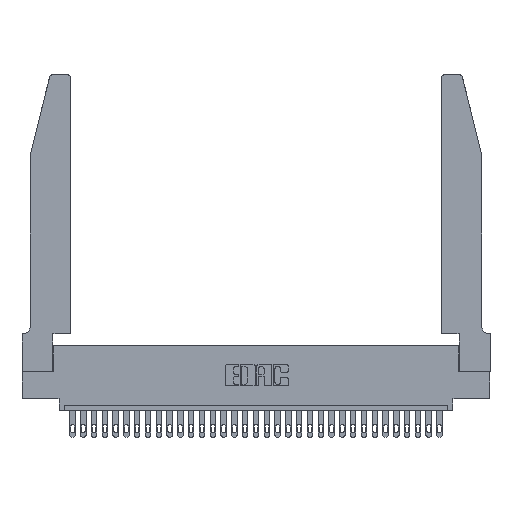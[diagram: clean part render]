
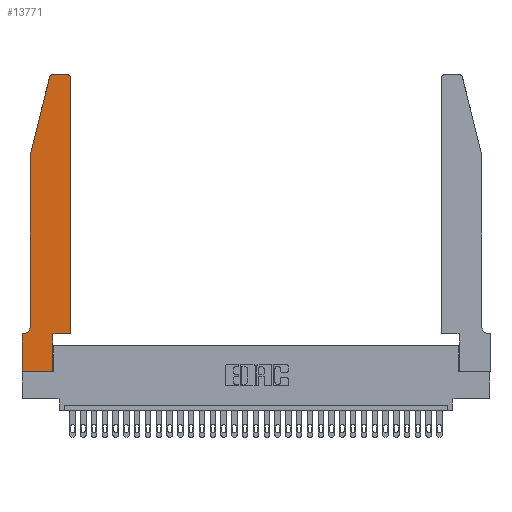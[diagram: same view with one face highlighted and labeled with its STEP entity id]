
A CAD part, top view. The second image highlights one B-rep face of the part: STEP entity #13771.
In plain terms, the highlighted planar face has unit normal (0, 0, 1).
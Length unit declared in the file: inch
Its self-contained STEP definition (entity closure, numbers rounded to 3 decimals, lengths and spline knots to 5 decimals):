
#979 = DIRECTION ( 'NONE',  ( 1., 0., 0. ) ) ;
#1989 = ORIENTED_EDGE ( 'NONE', *, *, #21428, .T. ) ;
#2840 = LINE ( 'NONE', #23569, #12890 ) ;
#3704 = DIRECTION ( 'NONE',  ( 1., 0., 0. ) ) ;
#3908 = VERTEX_POINT ( 'NONE', #28957 ) ;
#4508 = EDGE_CURVE ( 'NONE', #5830, #25013, #2840, .T. ) ;
#4833 = CARTESIAN_POINT ( 'NONE',  ( 0.4505, 0.35, 0.37 ) ) ;
#4886 = ORIENTED_EDGE ( 'NONE', *, *, #30983, .T. ) ;
#4924 = CIRCLE ( 'NONE', #27144, 0.07 ) ;
#5689 = CARTESIAN_POINT ( 'NONE',  ( 0.0755, 2., 0.37 ) ) ;
#5830 = VERTEX_POINT ( 'NONE', #26451 ) ;
#5844 = CARTESIAN_POINT ( 'NONE',  ( 0.2865, 0., 0.37 ) ) ;
#6109 = DIRECTION ( 'NONE',  ( 0., 0., 1. ) ) ;
#6229 = ORIENTED_EDGE ( 'NONE', *, *, #11286, .T. ) ;
#6272 = DIRECTION ( 'NONE',  ( 0., -1., 0. ) ) ;
#6616 = VERTEX_POINT ( 'NONE', #26981 ) ;
#7074 = CIRCLE ( 'NONE', #21837, 0.03 ) ;
#8157 = CARTESIAN_POINT ( 'NONE',  ( 0.2865, 0.35, 0.37 ) ) ;
#8196 = VERTEX_POINT ( 'NONE', #18198 ) ;
#9017 = ORIENTED_EDGE ( 'NONE', *, *, #17066, .T. ) ;
#9083 = LINE ( 'NONE', #11832, #30788 ) ;
#10002 = CARTESIAN_POINT ( 'NONE',  ( 0., 0., 0.37 ) ) ;
#10255 = LINE ( 'NONE', #10002, #19997 ) ;
#10362 = EDGE_CURVE ( 'NONE', #18454, #3908, #18071, .T. ) ;
#10633 = CARTESIAN_POINT ( 'NONE',  ( 0.0755, 0.42, 0.37 ) ) ;
#10884 = DIRECTION ( 'NONE',  ( -0.239, -0.971, 0. ) ) ;
#10926 = CARTESIAN_POINT ( 'NONE',  ( 0.0755, 2., 0.37 ) ) ;
#10956 = DIRECTION ( 'NONE',  ( 0., 0., -1. ) ) ;
#10997 = VECTOR ( 'NONE', #19103, 39.37008 ) ;
#11109 = LINE ( 'NONE', #26356, #11905 ) ;
#11286 = EDGE_CURVE ( 'NONE', #16123, #19189, #22298, .T. ) ;
#11566 = VECTOR ( 'NONE', #21997, 39.37008 ) ;
#11832 = CARTESIAN_POINT ( 'NONE',  ( 0.2865, 0.35, 0.37 ) ) ;
#11872 = LINE ( 'NONE', #15383, #30845 ) ;
#11905 = VECTOR ( 'NONE', #31544, 39.37008 ) ;
#12218 = ORIENTED_EDGE ( 'NONE', *, *, #22825, .T. ) ;
#12437 = VECTOR ( 'NONE', #10884, 39.37008 ) ;
#12890 = VECTOR ( 'NONE', #25851, 39.37008 ) ;
#13440 = DIRECTION ( 'NONE',  ( -1., 0., 0. ) ) ;
#13771 = ADVANCED_FACE ( 'NONE', ( #20344 ), #28410, .T. ) ;
#13802 = CARTESIAN_POINT ( 'NONE',  ( 0.4505, 2.72, 0.37 ) ) ;
#14164 = ORIENTED_EDGE ( 'NONE', *, *, #16975, .T. ) ;
#14273 = CARTESIAN_POINT ( 'NONE',  ( 0.284, 2.72, 0.37 ) ) ;
#14679 = AXIS2_PLACEMENT_3D ( 'NONE', #14273, #31600, #31829 ) ;
#15158 = ORIENTED_EDGE ( 'NONE', *, *, #10362, .T. ) ;
#15383 = CARTESIAN_POINT ( 'NONE',  ( 0.4505, 0.35, 0.37 ) ) ;
#15614 = DIRECTION ( 'NONE',  ( 0., 0., 1. ) ) ;
#15986 = VERTEX_POINT ( 'NONE', #8157 ) ;
#16123 = VERTEX_POINT ( 'NONE', #16300 ) ;
#16300 = CARTESIAN_POINT ( 'NONE',  ( 0., 0., 0.37 ) ) ;
#16975 = EDGE_CURVE ( 'NONE', #21978, #5830, #4924, .T. ) ;
#17066 = EDGE_CURVE ( 'NONE', #6616, #18454, #11109, .T. ) ;
#17098 = ORIENTED_EDGE ( 'NONE', *, *, #23225, .T. ) ;
#17557 = DIRECTION ( 'NONE',  ( 1., 0., 0. ) ) ;
#17815 = DIRECTION ( 'NONE',  ( 0., -1., 0. ) ) ;
#18071 = CIRCLE ( 'NONE', #14679, 0.03 ) ;
#18198 = CARTESIAN_POINT ( 'NONE',  ( 0.4505, 0.35, 0.37 ) ) ;
#18256 = LINE ( 'NONE', #5689, #12437 ) ;
#18454 = VERTEX_POINT ( 'NONE', #25382 ) ;
#18559 = ORIENTED_EDGE ( 'NONE', *, *, #28765, .T. ) ;
#18568 = CARTESIAN_POINT ( 'NONE',  ( 0., 0.35, 0.37 ) ) ;
#19062 = EDGE_CURVE ( 'NONE', #23672, #21978, #29675, .T. ) ;
#19103 = DIRECTION ( 'NONE',  ( 1., 0., 0. ) ) ;
#19189 = VERTEX_POINT ( 'NONE', #5844 ) ;
#19741 = LINE ( 'NONE', #4833, #11566 ) ;
#19997 = VECTOR ( 'NONE', #17815, 39.37008 ) ;
#20344 = FACE_OUTER_BOUND ( 'NONE', #31019, .T. ) ;
#20741 = EDGE_CURVE ( 'NONE', #31784, #6616, #7074, .T. ) ;
#21428 = EDGE_CURVE ( 'NONE', #3908, #23672, #18256, .T. ) ;
#21837 = AXIS2_PLACEMENT_3D ( 'NONE', #30335, #15614, #979 ) ;
#21978 = VERTEX_POINT ( 'NONE', #10633 ) ;
#21997 = DIRECTION ( 'NONE',  ( 0., 1., 0. ) ) ;
#22200 = ORIENTED_EDGE ( 'NONE', *, *, #4508, .T. ) ;
#22298 = LINE ( 'NONE', #28961, #10997 ) ;
#22825 = EDGE_CURVE ( 'NONE', #25013, #16123, #10255, .T. ) ;
#23225 = EDGE_CURVE ( 'NONE', #19189, #15986, #9083, .T. ) ;
#23401 = AXIS2_PLACEMENT_3D ( 'NONE', #18568, #6109, #3704 ) ;
#23457 = CARTESIAN_POINT ( 'NONE',  ( 0., 0.35, 0.37 ) ) ;
#23569 = CARTESIAN_POINT ( 'NONE',  ( 0.0755, 0.35, 0.37 ) ) ;
#23659 = CARTESIAN_POINT ( 'NONE',  ( 0.0055, 0.42, 0.37 ) ) ;
#23672 = VERTEX_POINT ( 'NONE', #10926 ) ;
#25013 = VERTEX_POINT ( 'NONE', #23457 ) ;
#25382 = CARTESIAN_POINT ( 'NONE',  ( 0.284, 2.75, 0.37 ) ) ;
#25851 = DIRECTION ( 'NONE',  ( -1., 0., 0. ) ) ;
#26356 = CARTESIAN_POINT ( 'NONE',  ( 0.2605, 2.75, 0.37 ) ) ;
#26451 = CARTESIAN_POINT ( 'NONE',  ( 0.0055, 0.35, 0.37 ) ) ;
#26981 = CARTESIAN_POINT ( 'NONE',  ( 0.4205, 2.75, 0.37 ) ) ;
#27144 = AXIS2_PLACEMENT_3D ( 'NONE', #23659, #10956, #13440 ) ;
#27205 = CARTESIAN_POINT ( 'NONE',  ( 0.0755, 2., 0.37 ) ) ;
#28217 = ORIENTED_EDGE ( 'NONE', *, *, #20741, .T. ) ;
#28410 = PLANE ( 'NONE',  #23401 ) ;
#28765 = EDGE_CURVE ( 'NONE', #15986, #8196, #11872, .T. ) ;
#28957 = CARTESIAN_POINT ( 'NONE',  ( 0.25487, 2.72718, 0.37 ) ) ;
#28961 = CARTESIAN_POINT ( 'NONE',  ( 0., 0., 0.37 ) ) ;
#29675 = LINE ( 'NONE', #27205, #30796 ) ;
#30335 = CARTESIAN_POINT ( 'NONE',  ( 0.4205, 2.72, 0.37 ) ) ;
#30668 = ORIENTED_EDGE ( 'NONE', *, *, #19062, .T. ) ;
#30788 = VECTOR ( 'NONE', #31444, 39.37008 ) ;
#30796 = VECTOR ( 'NONE', #6272, 39.37008 ) ;
#30845 = VECTOR ( 'NONE', #17557, 39.37008 ) ;
#30983 = EDGE_CURVE ( 'NONE', #8196, #31784, #19741, .T. ) ;
#31019 = EDGE_LOOP ( 'NONE', ( #9017, #15158, #1989, #30668, #14164, #22200, #12218, #6229, #17098, #18559, #4886, #28217 ) ) ;
#31444 = DIRECTION ( 'NONE',  ( 0., 1., 0. ) ) ;
#31544 = DIRECTION ( 'NONE',  ( -1., 0., 0. ) ) ;
#31600 = DIRECTION ( 'NONE',  ( 0., 0., 1. ) ) ;
#31784 = VERTEX_POINT ( 'NONE', #13802 ) ;
#31829 = DIRECTION ( 'NONE',  ( 1., 0., 0. ) ) ;
